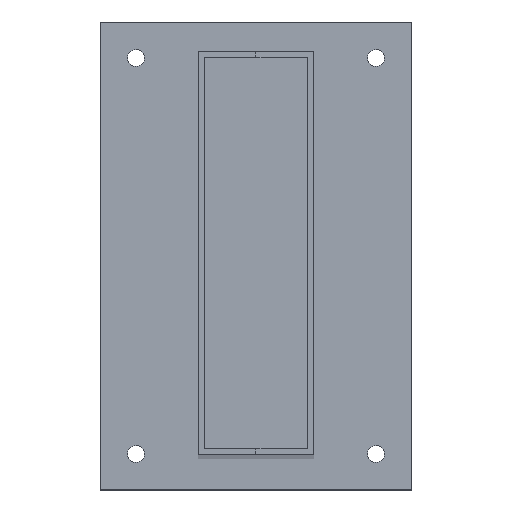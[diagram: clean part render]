
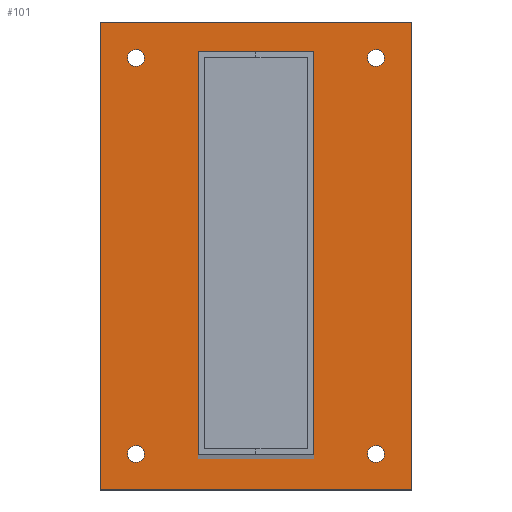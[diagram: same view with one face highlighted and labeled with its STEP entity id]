
A CAD part, top view. The second image highlights one B-rep face of the part: STEP entity #101.
In plain terms, the highlighted planar face has unit normal (0, 0, 1).
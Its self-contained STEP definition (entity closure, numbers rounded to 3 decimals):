
#16=(
BOUNDED_CURVE()
B_SPLINE_CURVE(2,(#1325,#1326,#1327,#1328,#1329,#1330,#1331),.UNSPECIFIED.,
.F.,.F.)
B_SPLINE_CURVE_WITH_KNOTS((3,2,2,3),(-162.832,-112.832,
-81.416,-50.),.UNSPECIFIED.)
CURVE()
GEOMETRIC_REPRESENTATION_ITEM()
RATIONAL_B_SPLINE_CURVE((1.,1.,1.,0.707,1.,0.707,
1.))
REPRESENTATION_ITEM($)
);
#17=(
BOUNDED_CURVE()
B_SPLINE_CURVE(2,(#1334,#1335,#1336,#1337,#1338),.UNSPECIFIED.,.F.,.F.)
B_SPLINE_CURVE_WITH_KNOTS((3,2,3),(-21.991,-16.493,-10.996),
.UNSPECIFIED.)
CURVE()
GEOMETRIC_REPRESENTATION_ITEM()
RATIONAL_B_SPLINE_CURVE((1.,0.707,1.,0.707,1.))
REPRESENTATION_ITEM($)
);
#18=(
BOUNDED_CURVE()
B_SPLINE_CURVE(2,(#1341,#1342,#1343,#1344,#1345),.UNSPECIFIED.,.F.,.F.)
B_SPLINE_CURVE_WITH_KNOTS((3,2,3),(-21.991,-16.493,-10.996),
.UNSPECIFIED.)
CURVE()
GEOMETRIC_REPRESENTATION_ITEM()
RATIONAL_B_SPLINE_CURVE((1.,0.707,1.,0.707,1.))
REPRESENTATION_ITEM($)
);
#19=(
BOUNDED_CURVE()
B_SPLINE_CURVE(2,(#1348,#1349,#1350,#1351,#1352),.UNSPECIFIED.,.F.,.F.)
B_SPLINE_CURVE_WITH_KNOTS((3,2,3),(-21.991,-16.493,-10.996),
.UNSPECIFIED.)
CURVE()
GEOMETRIC_REPRESENTATION_ITEM()
RATIONAL_B_SPLINE_CURVE((1.,0.707,1.,0.707,1.))
REPRESENTATION_ITEM($)
);
#20=(
BOUNDED_CURVE()
B_SPLINE_CURVE(2,(#1355,#1356,#1357,#1358,#1359),.UNSPECIFIED.,.F.,.F.)
B_SPLINE_CURVE_WITH_KNOTS((3,2,3),(-21.991,-16.493,-10.996),
.UNSPECIFIED.)
CURVE()
GEOMETRIC_REPRESENTATION_ITEM()
RATIONAL_B_SPLINE_CURVE((1.,0.707,1.,0.707,1.))
REPRESENTATION_ITEM($)
);
#22=(
BOUNDED_CURVE()
B_SPLINE_CURVE(2,(#1387,#1388,#1389,#1390,#1391,#1392,#1393),.UNSPECIFIED.,
.F.,.F.)
B_SPLINE_CURVE_WITH_KNOTS((3,2,2,3),(-50.,0.,31.416,62.832),
.UNSPECIFIED.)
CURVE()
GEOMETRIC_REPRESENTATION_ITEM()
RATIONAL_B_SPLINE_CURVE((1.,1.,1.,0.707,1.,0.707,
1.))
REPRESENTATION_ITEM($)
);
#24=(
BOUNDED_CURVE()
B_SPLINE_CURVE(2,(#1401,#1402,#1403,#1404,#1405),.UNSPECIFIED.,.F.,.F.)
B_SPLINE_CURVE_WITH_KNOTS((3,2,3),(-10.996,-5.498,0.),
.UNSPECIFIED.)
CURVE()
GEOMETRIC_REPRESENTATION_ITEM()
RATIONAL_B_SPLINE_CURVE((1.,0.707,1.,0.707,1.))
REPRESENTATION_ITEM($)
);
#26=(
BOUNDED_CURVE()
B_SPLINE_CURVE(2,(#1413,#1414,#1415,#1416,#1417),.UNSPECIFIED.,.F.,.F.)
B_SPLINE_CURVE_WITH_KNOTS((3,2,3),(-10.996,-5.498,0.),
.UNSPECIFIED.)
CURVE()
GEOMETRIC_REPRESENTATION_ITEM()
RATIONAL_B_SPLINE_CURVE((1.,0.707,1.,0.707,1.))
REPRESENTATION_ITEM($)
);
#28=(
BOUNDED_CURVE()
B_SPLINE_CURVE(2,(#1425,#1426,#1427,#1428,#1429),.UNSPECIFIED.,.F.,.F.)
B_SPLINE_CURVE_WITH_KNOTS((3,2,3),(-10.996,-5.498,0.),
.UNSPECIFIED.)
CURVE()
GEOMETRIC_REPRESENTATION_ITEM()
RATIONAL_B_SPLINE_CURVE((1.,0.707,1.,0.707,1.))
REPRESENTATION_ITEM($)
);
#30=(
BOUNDED_CURVE()
B_SPLINE_CURVE(2,(#1437,#1438,#1439,#1440,#1441),.UNSPECIFIED.,.F.,.F.)
B_SPLINE_CURVE_WITH_KNOTS((3,2,3),(-10.996,-5.498,0.),
.UNSPECIFIED.)
CURVE()
GEOMETRIC_REPRESENTATION_ITEM()
RATIONAL_B_SPLINE_CURVE((1.,0.707,1.,0.707,1.))
REPRESENTATION_ITEM($)
);
#71=FACE_BOUND($,#221,.T.);
#72=FACE_BOUND($,#222,.T.);
#73=FACE_BOUND($,#223,.T.);
#74=FACE_BOUND($,#224,.T.);
#75=FACE_BOUND($,#225,.T.);
#101=ADVANCED_FACE($,(#157,#71,#72,#73,#74,#75),#786,.T.);
#157=FACE_OUTER_BOUND($,#220,.T.);
#220=EDGE_LOOP($,(#386,#387,#388,#389));
#221=EDGE_LOOP($,(#390,#391));
#222=EDGE_LOOP($,(#392,#393));
#223=EDGE_LOOP($,(#394,#395));
#224=EDGE_LOOP($,(#396,#397));
#225=EDGE_LOOP($,(#398,#399));
#386=ORIENTED_EDGE($,*,*,#577,.T.);
#387=ORIENTED_EDGE($,*,*,#593,.T.);
#388=ORIENTED_EDGE($,*,*,#592,.T.);
#389=ORIENTED_EDGE($,*,*,#591,.T.);
#390=ORIENTED_EDGE($,*,*,#579,.T.);
#391=ORIENTED_EDGE($,*,*,#599,.T.);
#392=ORIENTED_EDGE($,*,*,#581,.T.);
#393=ORIENTED_EDGE($,*,*,#602,.T.);
#394=ORIENTED_EDGE($,*,*,#583,.T.);
#395=ORIENTED_EDGE($,*,*,#605,.T.);
#396=ORIENTED_EDGE($,*,*,#585,.T.);
#397=ORIENTED_EDGE($,*,*,#608,.T.);
#398=ORIENTED_EDGE($,*,*,#587,.T.);
#399=ORIENTED_EDGE($,*,*,#611,.T.);
#577=EDGE_CURVE($,#692,#703,#846,.T.);
#579=EDGE_CURVE($,#693,#705,#16,.T.);
#581=EDGE_CURVE($,#694,#707,#17,.T.);
#583=EDGE_CURVE($,#695,#709,#18,.T.);
#585=EDGE_CURVE($,#696,#711,#19,.T.);
#587=EDGE_CURVE($,#697,#713,#20,.T.);
#591=EDGE_CURVE($,#701,#692,#855,.T.);
#592=EDGE_CURVE($,#702,#701,#856,.T.);
#593=EDGE_CURVE($,#703,#702,#857,.T.);
#599=EDGE_CURVE($,#705,#693,#22,.T.);
#602=EDGE_CURVE($,#707,#694,#24,.T.);
#605=EDGE_CURVE($,#709,#695,#26,.T.);
#608=EDGE_CURVE($,#711,#696,#28,.T.);
#611=EDGE_CURVE($,#713,#697,#30,.T.);
#692=VERTEX_POINT($,#1562);
#693=VERTEX_POINT($,#1563);
#694=VERTEX_POINT($,#1564);
#695=VERTEX_POINT($,#1565);
#696=VERTEX_POINT($,#1566);
#697=VERTEX_POINT($,#1567);
#701=VERTEX_POINT($,#1571);
#702=VERTEX_POINT($,#1572);
#703=VERTEX_POINT($,#1573);
#705=VERTEX_POINT($,#1575);
#707=VERTEX_POINT($,#1577);
#709=VERTEX_POINT($,#1579);
#711=VERTEX_POINT($,#1581);
#713=VERTEX_POINT($,#1583);
#786=PLANE($,#994);
#846=B_SPLINE_CURVE_WITH_KNOTS($,1,(#1321,#1322),.UNSPECIFIED.,.F.,.F.,(2,
2),(0.,130.),.UNSPECIFIED.);
#855=B_SPLINE_CURVE_WITH_KNOTS($,1,(#1366,#1367),.UNSPECIFIED.,.F.,.F.,(2,
2),(455.,650.),.UNSPECIFIED.);
#856=B_SPLINE_CURVE_WITH_KNOTS($,1,(#1368,#1369),.UNSPECIFIED.,.F.,.F.,(2,
2),(325.,455.),.UNSPECIFIED.);
#857=B_SPLINE_CURVE_WITH_KNOTS($,1,(#1370,#1371),.UNSPECIFIED.,.F.,.F.,(2,
2),(130.,325.),.UNSPECIFIED.);
#994=AXIS2_PLACEMENT_3D($,#1498,#1027,$);
#1027=DIRECTION($,(0.,0.,1.));
#1321=CARTESIAN_POINT($,(-65.,-97.5,3.));
#1322=CARTESIAN_POINT($,(65.,-97.5,3.));
#1325=CARTESIAN_POINT($,(20.,25.,3.));
#1326=CARTESIAN_POINT($,(20.,0.,3.));
#1327=CARTESIAN_POINT($,(20.,-25.,3.));
#1328=CARTESIAN_POINT($,(20.,-45.,3.));
#1329=CARTESIAN_POINT($,(0.,-45.,3.));
#1330=CARTESIAN_POINT($,(-20.,-45.,3.));
#1331=CARTESIAN_POINT($,(-20.,-25.,3.));
#1334=CARTESIAN_POINT($,(-47.575,85.023,3.));
#1335=CARTESIAN_POINT($,(-45.051,82.598,3.));
#1336=CARTESIAN_POINT($,(-47.477,80.075,3.));
#1337=CARTESIAN_POINT($,(-49.902,77.551,3.));
#1338=CARTESIAN_POINT($,(-52.425,79.977,3.));
#1341=CARTESIAN_POINT($,(52.425,85.023,3.));
#1342=CARTESIAN_POINT($,(54.949,82.598,3.));
#1343=CARTESIAN_POINT($,(52.523,80.075,3.));
#1344=CARTESIAN_POINT($,(50.098,77.551,3.));
#1345=CARTESIAN_POINT($,(47.575,79.977,3.));
#1348=CARTESIAN_POINT($,(52.425,-79.977,3.));
#1349=CARTESIAN_POINT($,(54.949,-82.402,3.));
#1350=CARTESIAN_POINT($,(52.523,-84.925,3.));
#1351=CARTESIAN_POINT($,(50.098,-87.449,3.));
#1352=CARTESIAN_POINT($,(47.575,-85.023,3.));
#1355=CARTESIAN_POINT($,(-47.575,-79.977,3.));
#1356=CARTESIAN_POINT($,(-45.051,-82.402,3.));
#1357=CARTESIAN_POINT($,(-47.477,-84.925,3.));
#1358=CARTESIAN_POINT($,(-49.902,-87.449,3.));
#1359=CARTESIAN_POINT($,(-52.425,-85.023,3.));
#1366=CARTESIAN_POINT($,(-65.,97.5,3.));
#1367=CARTESIAN_POINT($,(-65.,-97.5,3.));
#1368=CARTESIAN_POINT($,(65.,97.5,3.));
#1369=CARTESIAN_POINT($,(-65.,97.5,3.));
#1370=CARTESIAN_POINT($,(65.,-97.5,3.));
#1371=CARTESIAN_POINT($,(65.,97.5,3.));
#1387=CARTESIAN_POINT($,(-20.,-25.,3.));
#1388=CARTESIAN_POINT($,(-20.,0.,3.));
#1389=CARTESIAN_POINT($,(-20.,25.,3.));
#1390=CARTESIAN_POINT($,(-20.,45.,3.));
#1391=CARTESIAN_POINT($,(0.,45.,3.));
#1392=CARTESIAN_POINT($,(20.,45.,3.));
#1393=CARTESIAN_POINT($,(20.,25.,3.));
#1401=CARTESIAN_POINT($,(-52.425,79.977,3.));
#1402=CARTESIAN_POINT($,(-54.949,82.402,3.));
#1403=CARTESIAN_POINT($,(-52.523,84.925,3.));
#1404=CARTESIAN_POINT($,(-50.098,87.449,3.));
#1405=CARTESIAN_POINT($,(-47.575,85.023,3.));
#1413=CARTESIAN_POINT($,(47.575,79.977,3.));
#1414=CARTESIAN_POINT($,(45.051,82.402,3.));
#1415=CARTESIAN_POINT($,(47.477,84.925,3.));
#1416=CARTESIAN_POINT($,(49.902,87.449,3.));
#1417=CARTESIAN_POINT($,(52.425,85.023,3.));
#1425=CARTESIAN_POINT($,(47.575,-85.023,3.));
#1426=CARTESIAN_POINT($,(45.051,-82.598,3.));
#1427=CARTESIAN_POINT($,(47.477,-80.075,3.));
#1428=CARTESIAN_POINT($,(49.902,-77.551,3.));
#1429=CARTESIAN_POINT($,(52.425,-79.977,3.));
#1437=CARTESIAN_POINT($,(-52.425,-85.023,3.));
#1438=CARTESIAN_POINT($,(-54.949,-82.598,3.));
#1439=CARTESIAN_POINT($,(-52.523,-80.075,3.));
#1440=CARTESIAN_POINT($,(-50.098,-77.551,3.));
#1441=CARTESIAN_POINT($,(-47.575,-79.977,3.));
#1498=CARTESIAN_POINT($,(-65.,-97.5,3.));
#1562=CARTESIAN_POINT($,(-65.,-97.5,3.));
#1563=CARTESIAN_POINT($,(20.,25.,3.));
#1564=CARTESIAN_POINT($,(-47.575,85.023,3.));
#1565=CARTESIAN_POINT($,(52.425,85.023,3.));
#1566=CARTESIAN_POINT($,(52.425,-79.977,3.));
#1567=CARTESIAN_POINT($,(-47.575,-79.977,3.));
#1571=CARTESIAN_POINT($,(-65.,97.5,3.));
#1572=CARTESIAN_POINT($,(65.,97.5,3.));
#1573=CARTESIAN_POINT($,(65.,-97.5,3.));
#1575=CARTESIAN_POINT($,(-20.,-25.,3.));
#1577=CARTESIAN_POINT($,(-52.425,79.977,3.));
#1579=CARTESIAN_POINT($,(47.575,79.977,3.));
#1581=CARTESIAN_POINT($,(47.575,-85.023,3.));
#1583=CARTESIAN_POINT($,(-52.425,-85.023,3.));
